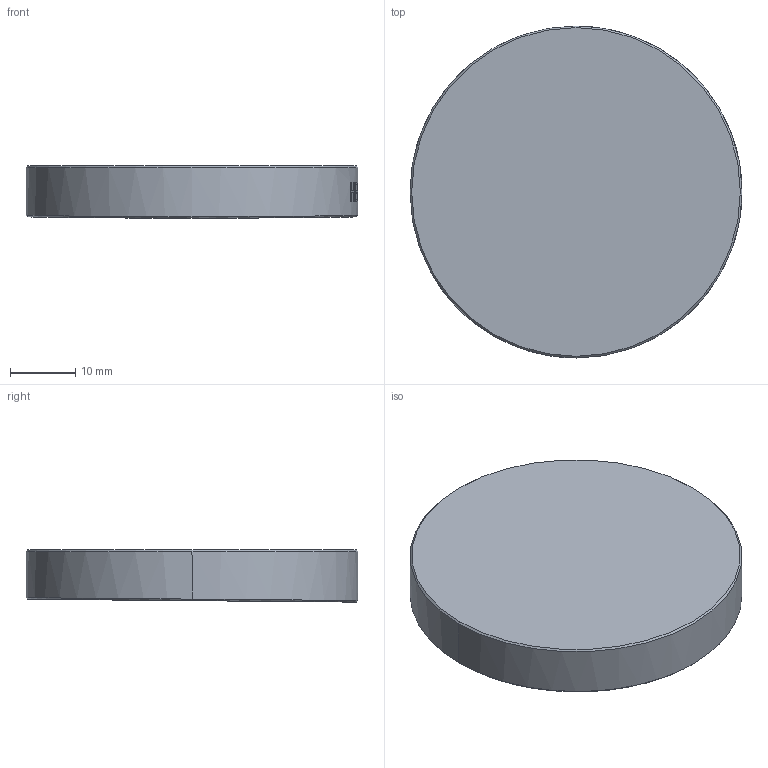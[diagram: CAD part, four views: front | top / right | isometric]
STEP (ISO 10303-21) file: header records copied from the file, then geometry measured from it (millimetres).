
FILE_DESCRIPTION (( 'STEP AP203' ), '1' );
FILE_NAME ('TTN006427-E0W.STEP', '2013-08-30T18:36:33', ( 'Admin' ), ( '' ), 'SwSTEP 2.0', 'SolidWorks 2012', '' );
FILE_SCHEMA (( 'CONFIG_CONTROL_DESIGN' ));
Length unit declared in the file: millimetre
Products named in the file (1): TTN006427-E0W
Bounding box: 50.8 x 50.8 x 8 mm (x, y, z)
Volume: 15745.9 mm3; surface area: 5247.6 mm2
Topology: 1 solids, 1 shells, 18 faces, 113 edges, 105 vertices
Faces by surface type: cylinder 12, bspline 2, cone 2, plane 2
Entity records: 2664 total; most frequent: CARTESIAN_POINT 1758, ORIENTED_EDGE 226, DIRECTION 113, EDGE_CURVE 113, VERTEX_POINT 105, B_SPLINE_CURVE_WITH_KNOTS 63, AXIS2_PLACEMENT_3D 46, CIRCLE 29
